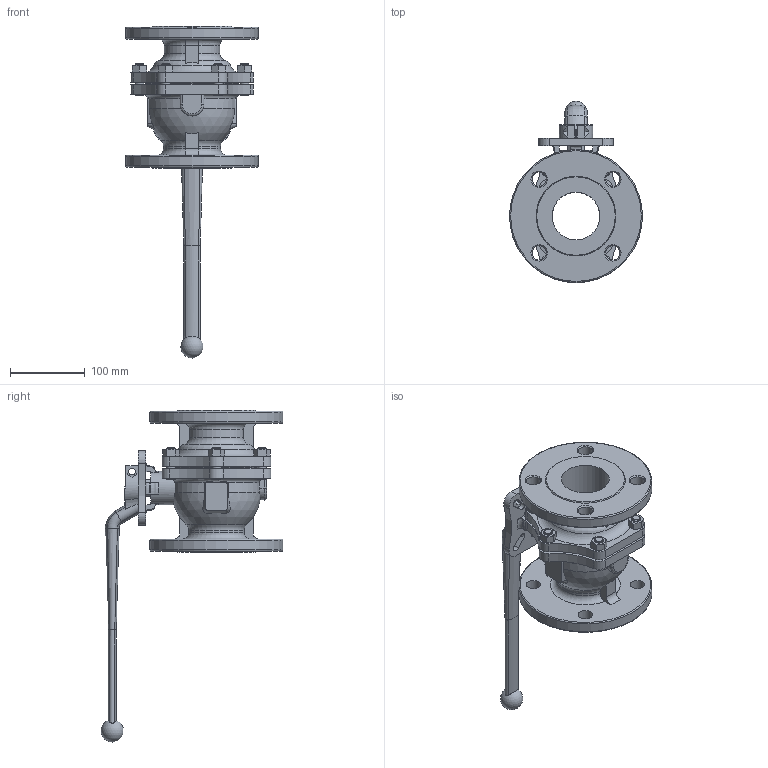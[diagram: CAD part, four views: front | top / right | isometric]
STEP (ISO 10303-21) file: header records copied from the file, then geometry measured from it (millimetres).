
FILE_DESCRIPTION(/* description */ ('STEP AP214'),/* implementation_level */ '2;1');
FILE_NAME(/* name */ '8097473_VZBF-21_2-P1-20-D-2-F0710-M-V15V15',/* time_stamp */ '2024-09-18T02:29:13+02:00',/* author */ ('License CC BY-ND 4.0'),/* organization */ ('CADENAS'),/* preprocessor_version */ 'ST-DEVELOPER v19.3',/* originating_system */ 'PARTsolutions',/* authorisation */ ' ');
FILE_SCHEMA (('AUTOMOTIVE_DESIGN {1 0 10303 214 3 1 1}'));
Length unit declared in the file: millimetre
Products named in the file (3): 8097473 VZBF-21/2-P1-20-D-2-F0710-M-V15V15; 4810857 VZBF-21/2-P1-20-D-2-F0710-V15V15; 4895985 VAOH-F9-17-H9-A
Assembly tree (2 placements, depth 2):
  8097473 VZBF-21/2-P1-20-D-2-F0710-M-V15V15
    4810857 VZBF-21/2-P1-20-D-2-F0710-V15V15
    4895985 VAOH-F9-17-H9-A
Bounding box: 178 x 243.5 x 444.5 mm (x, y, z)
Volume: 1931792.9 mm3; surface area: 290633.5 mm2
Topology: 2 solids, 2 shells, 515 faces, 1398 edges, 894 vertices
Faces by surface type: plane 207, cylinder 155, cone 116, torus 35, sphere 2
Full cylindrical faces by diameter (mm): 9 x2, 11 x1, 12 x18, 13.5 x6, 19 x8, 44.6 x1, 47 x1, 64 x1, 178 x2
Entity records: 16297 total; most frequent: CARTESIAN_POINT 3778, ORIENTED_EDGE 2582, DIRECTION 2554, EDGE_CURVE 1291, AXIS2_PLACEMENT_3D 1019, VERTEX_POINT 861, EDGE_LOOP 650, FACE_BOUND 650
